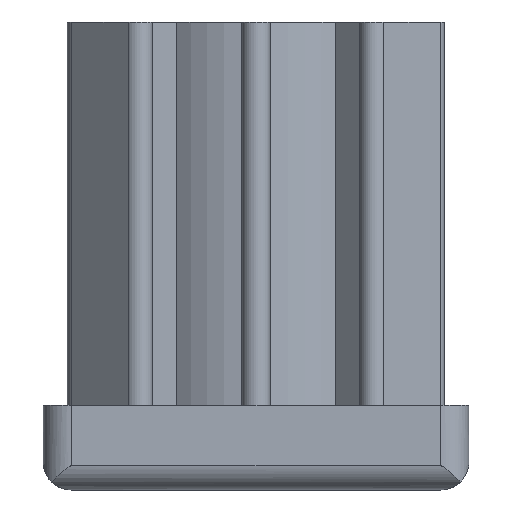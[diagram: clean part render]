
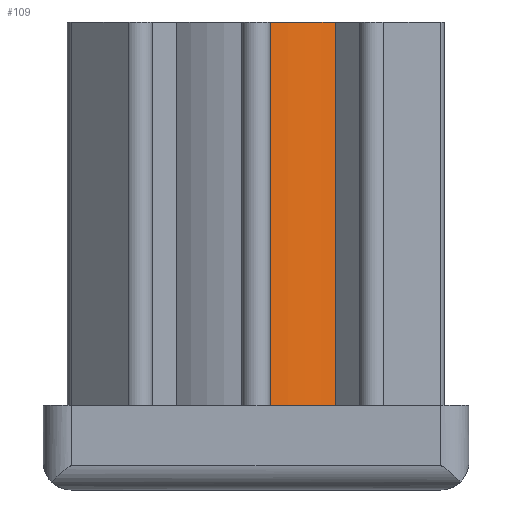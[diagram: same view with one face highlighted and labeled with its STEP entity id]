
A CAD part, left-side view. The second image highlights one B-rep face of the part: STEP entity #109.
In plain terms, the highlighted cylindrical face has radius 9 mm (diameter 18 mm), a partial arc.
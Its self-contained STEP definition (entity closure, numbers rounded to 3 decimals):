
#109 = ADVANCED_FACE( '', ( #269 ), #270, .T. );
#269 = FACE_OUTER_BOUND( '', #484, .T. );
#270 = CYLINDRICAL_SURFACE( '', #485, 9. );
#484 = EDGE_LOOP( '', ( #742, #743, #744, #745 ) );
#485 = AXIS2_PLACEMENT_3D( '', #746, #747, #748 );
#742 = ORIENTED_EDGE( '', *, *, #1350, .T. );
#743 = ORIENTED_EDGE( '', *, *, #1351, .T. );
#744 = ORIENTED_EDGE( '', *, *, #1352, .F. );
#745 = ORIENTED_EDGE( '', *, *, #1353, .F. );
#746 = CARTESIAN_POINT( '', ( 0., 0., 33. ) );
#747 = DIRECTION( '', ( 0., 0., 1. ) );
#748 = DIRECTION( '', ( -1., 0., 0. ) );
#1350 = EDGE_CURVE( '', #1637, #1638, #1639, .T. );
#1351 = EDGE_CURVE( '', #1638, #1640, #1641, .T. );
#1352 = EDGE_CURVE( '', #1642, #1640, #1643, .T. );
#1353 = EDGE_CURVE( '', #1637, #1642, #1644, .T. );
#1637 = VERTEX_POINT( '', #2115 );
#1638 = VERTEX_POINT( '', #2116 );
#1639 = LINE( '', #2117, #2118 );
#1640 = VERTEX_POINT( '', #2119 );
#1641 = CIRCLE( '', #2120, 9. );
#1642 = VERTEX_POINT( '', #2121 );
#1643 = LINE( '', #2122, #2123 );
#1644 = CIRCLE( '', #2124, 9. );
#2115 = CARTESIAN_POINT( '', ( -8.944, -1., 33. ) );
#2116 = CARTESIAN_POINT( '', ( -8.944, -1., 6. ) );
#2117 = CARTESIAN_POINT( '', ( -8.944, -1., 33. ) );
#2118 = VECTOR( '', #2603, 1000. );
#2119 = CARTESIAN_POINT( '', ( -7.032, -5.617, 6. ) );
#2120 = AXIS2_PLACEMENT_3D( '', #2604, #2605, #2606 );
#2121 = CARTESIAN_POINT( '', ( -7.032, -5.617, 33. ) );
#2122 = CARTESIAN_POINT( '', ( -7.032, -5.617, 33. ) );
#2123 = VECTOR( '', #2607, 1000. );
#2124 = AXIS2_PLACEMENT_3D( '', #2608, #2609, #2610 );
#2603 = DIRECTION( '', ( 0., 0., -1. ) );
#2604 = CARTESIAN_POINT( '', ( 0., 0., 6. ) );
#2605 = DIRECTION( '', ( 0., 0., 1. ) );
#2606 = DIRECTION( '', ( 1., 0., 0. ) );
#2607 = DIRECTION( '', ( 0., 0., -1. ) );
#2608 = CARTESIAN_POINT( '', ( 0., 0., 33. ) );
#2609 = DIRECTION( '', ( 0., 0., 1. ) );
#2610 = DIRECTION( '', ( 1., 0., 0. ) );
